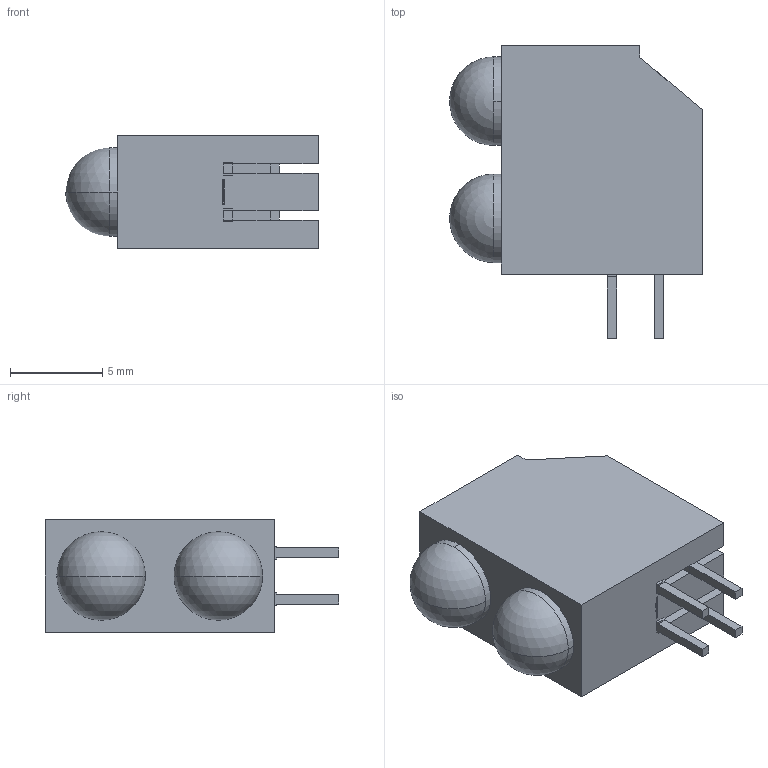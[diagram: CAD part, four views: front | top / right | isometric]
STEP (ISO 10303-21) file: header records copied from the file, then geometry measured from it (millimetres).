
FILE_DESCRIPTION (( 'STEP AP214' ), '1' );
FILE_NAME ('XVC2Lxx48.STEP', '2015-09-04T23:38:39', ( '' ), ( '' ), 'SwSTEP 2.0', 'SolidWorks 2012', '' );
FILE_SCHEMA (( 'AUTOMOTIVE_DESIGN' ));
Length unit declared in the file: millimetre
Products named in the file (1): XVC2Lxx48
Bounding box: 13.7 x 15.9 x 6.1 mm (x, y, z)
Volume: 829.8 mm3; surface area: 719.9 mm2
Topology: 2 solids, 2 shells, 253 faces, 692 edges, 458 vertices
Faces by surface type: plane 175, bspline 68, cylinder 6, sphere 4
Entity records: 12901 total; most frequent: CARTESIAN_POINT 4592, ORIENTED_EDGE 1372, DIRECTION 940, EDGE_CURVE 686, VECTOR 532, LINE 532, VERTEX_POINT 456, EDGE_LOOP 272
